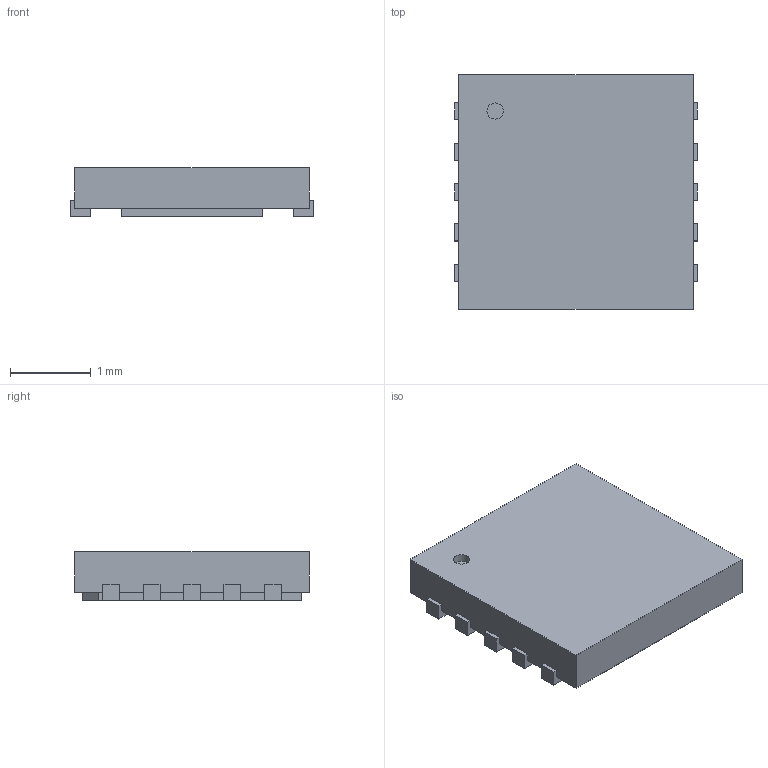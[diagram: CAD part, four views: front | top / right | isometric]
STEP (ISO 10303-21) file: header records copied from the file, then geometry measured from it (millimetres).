
FILE_DESCRIPTION(/* description */ ('model of DFN-10-1EP_3x3mm_P0.5mm_EP1.75x2.7mm'),/* implementation_level */ '2;1');
FILE_NAME(/* name */ 'DFN-10-1EP_3x3mm_P0.5mm_EP1.75x2.7mm.step',/* time_stamp */ '2018-11-02T17:58:46',/* author */ ('kicad StepUp','ksu'),/* organization */ ('FreeCAD'),/* preprocessor_version */ 'OCC',/* originating_system */ 'kicad StepUp',/* authorisation */ '');
FILE_SCHEMA(('AUTOMOTIVE_DESIGN { 1 0 10303 214 1 1 1 1 }'));
Length unit declared in the file: millimetre
Products named in the file (1): DFN_10_1EP_3x3mm_P05mm_EP175x27mm
Bounding box: 3 x 2.9 x 0.6 mm (x, y, z)
Volume: 4.7 mm3; surface area: 24.8 mm2
Topology: 1 solids, 1 shells, 74 faces, 210 edges, 140 vertices
Faces by surface type: plane 73, cylinder 1
Full cylindrical faces by diameter (mm): 0.2 x1
Entity records: 1687 total; most frequent: ORIENTED_EDGE 364, CARTESIAN_POINT 245, EDGE_CURVE 210, LINE 198, VERTEX_POINT 140, AXIS2_PLACEMENT_3D 76, FACE_BOUND 76, EDGE_LOOP 76
